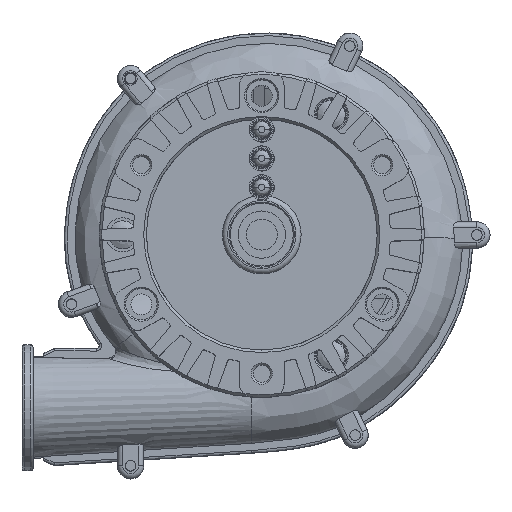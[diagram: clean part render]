
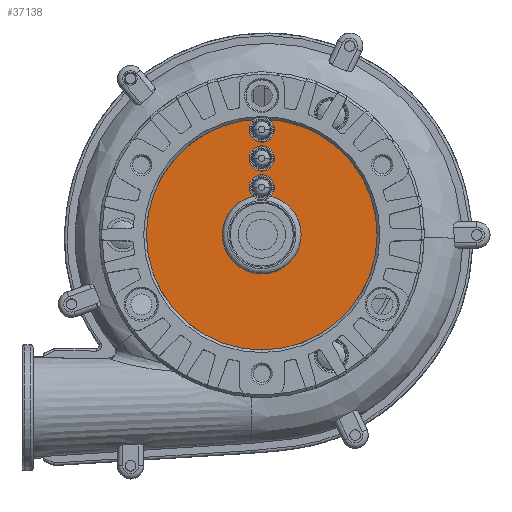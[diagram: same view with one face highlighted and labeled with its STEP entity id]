
A CAD part, top view. The second image highlights one B-rep face of the part: STEP entity #37138.
In plain terms, the highlighted planar face has unit normal (0, 0, 1).
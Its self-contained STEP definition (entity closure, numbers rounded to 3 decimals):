
#2272 = DIRECTION ( 'NONE',  ( 1., -0.016, 0. ) ) ;
#8917 = CARTESIAN_POINT ( 'NONE',  ( 0., 0., 28. ) ) ;
#10299 = AXIS2_PLACEMENT_3D ( 'NONE', #40531, #26478, #36843 ) ;
#12691 = VERTEX_POINT ( 'NONE', #43249 ) ;
#12758 = DIRECTION ( 'NONE',  ( 0., 0., 1. ) ) ;
#18577 = CIRCLE ( 'NONE', #10299, 22. ) ;
#25482 = EDGE_CURVE ( 'NONE', #12691, #12691, #18577, .T. ) ;
#26478 = DIRECTION ( 'NONE',  ( 0., 0., 1. ) ) ;
#28909 = EDGE_LOOP ( 'NONE', ( #43036 ) ) ;
#29746 = PLANE ( 'NONE',  #42506 ) ;
#31775 = FACE_OUTER_BOUND ( 'NONE', #28909, .T. ) ;
#36843 = DIRECTION ( 'NONE',  ( 1., -0.016, 0. ) ) ;
#37138 = ADVANCED_FACE ( 'NONE', ( #31775 ), #29746, .T. ) ;
#40531 = CARTESIAN_POINT ( 'NONE',  ( 0., 0., 28. ) ) ;
#42506 = AXIS2_PLACEMENT_3D ( 'NONE', #8917, #12758, #2272 ) ;
#43036 = ORIENTED_EDGE ( 'NONE', *, *, #25482, .T. ) ;
#43249 = CARTESIAN_POINT ( 'NONE',  ( 21.997, -0.354, 28. ) ) ;
